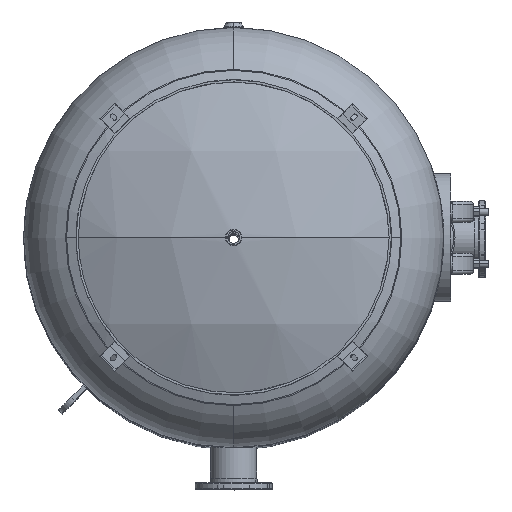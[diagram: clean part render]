
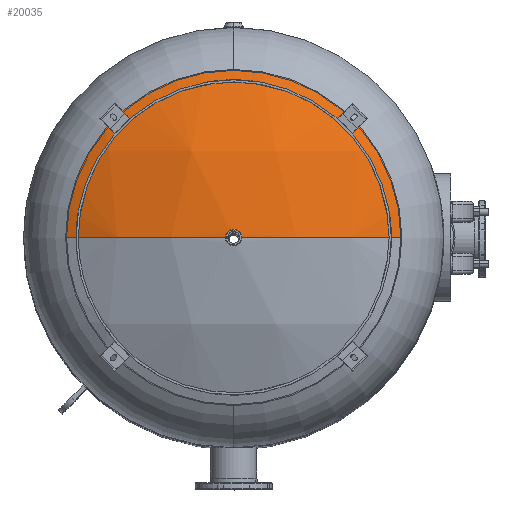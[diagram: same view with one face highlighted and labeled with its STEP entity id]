
A CAD part, top view. The second image highlights one B-rep face of the part: STEP entity #20035.
In plain terms, the highlighted spherical face has radius 1371.6 mm.
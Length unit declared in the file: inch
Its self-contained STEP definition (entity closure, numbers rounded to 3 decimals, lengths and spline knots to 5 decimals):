
#79 = VERTEX_POINT ( 'NONE', #16242 ) ;
#80 = VERTEX_POINT ( 'NONE', #16234 ) ;
#84 = VERTEX_POINT ( 'NONE', #16195 ) ;
#258 = VERTEX_POINT ( 'NONE', #15906 ) ;
#280 = VERTEX_POINT ( 'NONE', #15884 ) ;
#530 = ORIENTED_EDGE ( 'NONE', *, *, #20646, .F. ) ;
#531 = ORIENTED_EDGE ( 'NONE', *, *, #20647, .F. ) ;
#539 = ORIENTED_EDGE ( 'NONE', *, *, #1334, .T. ) ;
#540 = ORIENTED_EDGE ( 'NONE', *, *, #1327, .F. ) ;
#580 = ORIENTED_EDGE ( 'NONE', *, *, #20648, .F. ) ;
#1327 = EDGE_CURVE ( 'NONE', #258, #79, #8397, .T. ) ;
#1334 = EDGE_CURVE ( 'NONE', #84, #80, #8419, .T. ) ;
#1798 = CARTESIAN_POINT ( 'NONE',  ( 0., 0., 24.125 ) ) ;
#1799 = FACE_OUTER_BOUND ( 'NONE', #3864, .T. ) ;
#1802 = SPHERICAL_SURFACE ( 'NONE', #9504, 54. ) ;
#1805 = DIRECTION ( 'NONE',  ( 0., -1., 0. ) ) ;
#1806 = DIRECTION ( 'NONE',  ( 1., 0., 0. ) ) ;
#3864 = EDGE_LOOP ( 'NONE', ( #540, #580, #539, #531, #530 ) ) ;
#4854 = CARTESIAN_POINT ( 'NONE',  ( 0., 0., 72.49855 ) ) ;
#4855 = DIRECTION ( 'NONE',  ( 0., 0., -1. ) ) ;
#4856 = DIRECTION ( 'NONE',  ( 0., 1., 0. ) ) ;
#4857 = CARTESIAN_POINT ( 'NONE',  ( 0., 0., 72.49855 ) ) ;
#4858 = DIRECTION ( 'NONE',  ( 0., 0., -1. ) ) ;
#4859 = DIRECTION ( 'NONE',  ( 0., 1., 0. ) ) ;
#4860 = CARTESIAN_POINT ( 'NONE',  ( 0., 0., 78.1145 ) ) ;
#4861 = DIRECTION ( 'NONE',  ( 0., 0., 1. ) ) ;
#4862 = DIRECTION ( 'NONE',  ( -1., 0., 0. ) ) ;
#8397 = CIRCLE ( 'NONE', #8416, 54. ) ;
#8416 = AXIS2_PLACEMENT_3D ( 'NONE', #15279, #15278, #15277 ) ;
#8419 = CIRCLE ( 'NONE', #8424, 54. ) ;
#8424 = AXIS2_PLACEMENT_3D ( 'NONE', #15072, #15071, #15070 ) ;
#9504 = AXIS2_PLACEMENT_3D ( 'NONE', #1798, #1805, #1806 ) ;
#15070 = DIRECTION ( 'NONE',  ( 0., 0., 1. ) ) ;
#15071 = DIRECTION ( 'NONE',  ( 0., 1., 0. ) ) ;
#15072 = CARTESIAN_POINT ( 'NONE',  ( 0., 0., 24.125 ) ) ;
#15277 = DIRECTION ( 'NONE',  ( 0., 0., -1. ) ) ;
#15278 = DIRECTION ( 'NONE',  ( 0., -1., 0. ) ) ;
#15279 = CARTESIAN_POINT ( 'NONE',  ( 0., 0., 24.125 ) ) ;
#15884 = CARTESIAN_POINT ( 'NONE',  ( 0., 24., 72.49855 ) ) ;
#15906 = CARTESIAN_POINT ( 'NONE',  ( -1.065, 0., 78.1145 ) ) ;
#16195 = CARTESIAN_POINT ( 'NONE',  ( 1.065, 0., 78.1145 ) ) ;
#16234 = CARTESIAN_POINT ( 'NONE',  ( 24., 0., 72.49855 ) ) ;
#16242 = CARTESIAN_POINT ( 'NONE',  ( -24., 0., 72.49855 ) ) ;
#19573 = CIRCLE ( 'NONE', #19576, 24. ) ;
#19575 = CIRCLE ( 'NONE', #19578, 24. ) ;
#19576 = AXIS2_PLACEMENT_3D ( 'NONE', #4854, #4855, #4856 ) ;
#19577 = CIRCLE ( 'NONE', #19580, 1.065 ) ;
#19578 = AXIS2_PLACEMENT_3D ( 'NONE', #4857, #4858, #4859 ) ;
#19580 = AXIS2_PLACEMENT_3D ( 'NONE', #4860, #4861, #4862 ) ;
#20035 = ADVANCED_FACE ( 'NONE', ( #1799 ), #1802, .T. ) ;
#20646 = EDGE_CURVE ( 'NONE', #79, #280, #19573, .T. ) ;
#20647 = EDGE_CURVE ( 'NONE', #280, #80, #19575, .T. ) ;
#20648 = EDGE_CURVE ( 'NONE', #84, #258, #19577, .T. ) ;
